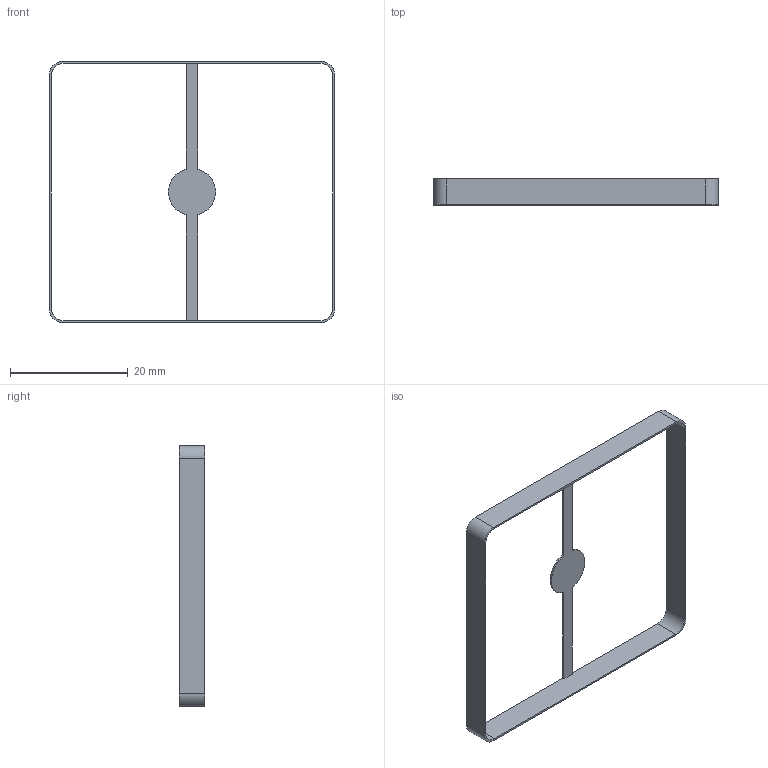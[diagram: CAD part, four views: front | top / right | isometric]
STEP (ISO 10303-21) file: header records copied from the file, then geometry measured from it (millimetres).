
FILE_DESCRIPTION(/* description */ (''),/* implementation_level */ '2;1');
FILE_NAME(/* name */ 'Masach_MS483-10_48.3x44.3x4.4mm_TH.step',/* time_stamp */ '2020-11-18T20:29:49+00:00',/* author */ (''),/* organization */ (''),/* preprocessor_version */ 'ST-DEVELOPER v18.1',/* originating_system */ 'Autodesk Translation Framework v9.3.0.1241',/* authorisation */ '');
FILE_SCHEMA (('AUTOMOTIVE_DESIGN { 1 0 10303 214 3 1 1 }'));
Length unit declared in the file: millimetre
Products named in the file (1): Masach_MS483-10_48.3x44.3x4.4mm_TH
Bounding box: 48.3 x 4.4 x 44.3 mm (x, y, z)
Volume: 279.4 mm3; surface area: 1967.5 mm2
Topology: 1 solids, 1 shells, 25 faces, 72 edges, 48 vertices
Faces by surface type: plane 15, cylinder 10
Entity records: 867 total; most frequent: CARTESIAN_POINT 146, ORIENTED_EDGE 144, DIRECTION 144, EDGE_CURVE 72, LINE 52, VECTOR 52, VERTEX_POINT 48, AXIS2_PLACEMENT_3D 46
